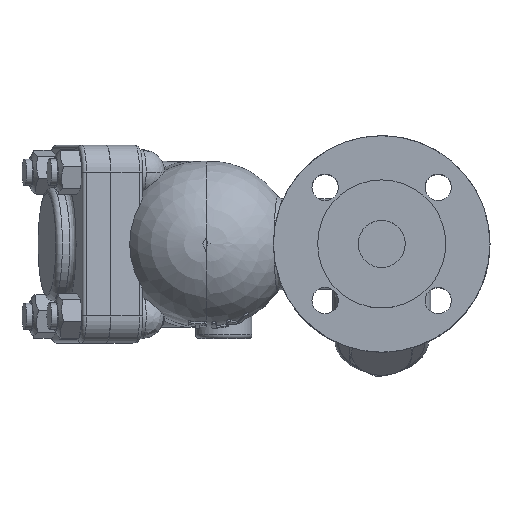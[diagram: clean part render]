
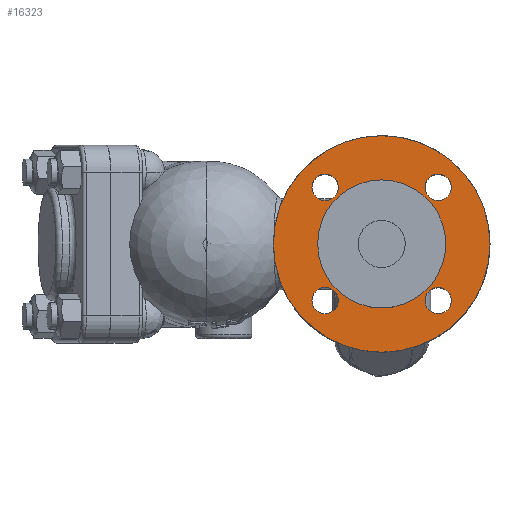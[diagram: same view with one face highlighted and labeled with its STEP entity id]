
A CAD part, top view. The second image highlights one B-rep face of the part: STEP entity #16323.
In plain terms, the highlighted planar face has unit normal (0, 0, 1).
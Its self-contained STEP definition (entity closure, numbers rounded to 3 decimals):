
#16114=CARTESIAN_POINT('',(30.052,-37.052,53.0));
#16115=VERTEX_POINT('',#16114);
#16116=CARTESIAN_POINT('',(30.052,-30.052,53.));
#16117=DIRECTION('',(0.0,0.0,-1.0));
#16118=DIRECTION('',(0.0,-1.0,0.0));
#16119=AXIS2_PLACEMENT_3D('',#16116,#16117,#16118);
#16120=CIRCLE('',#16119,7.);
#16121=EDGE_CURVE('',#16115,#16115,#16120,.T.);
#16155=CARTESIAN_POINT('',(-37.052,-30.052,53.0));
#16156=VERTEX_POINT('',#16155);
#16157=CARTESIAN_POINT('',(-30.052,-30.052,53.));
#16158=DIRECTION('',(0.0,0.0,-1.0));
#16159=DIRECTION('',(-1.0,0.0,0.0));
#16160=AXIS2_PLACEMENT_3D('',#16157,#16158,#16159);
#16161=CIRCLE('',#16160,7.);
#16162=EDGE_CURVE('',#16156,#16156,#16161,.T.);
#16196=CARTESIAN_POINT('',(-30.052,37.052,53.0));
#16197=VERTEX_POINT('',#16196);
#16198=CARTESIAN_POINT('',(-30.052,30.052,53.));
#16199=DIRECTION('',(0.0,0.0,-1.0));
#16200=DIRECTION('',(0.0,1.0,0.0));
#16201=AXIS2_PLACEMENT_3D('',#16198,#16199,#16200);
#16202=CIRCLE('',#16201,7.);
#16203=EDGE_CURVE('',#16197,#16197,#16202,.T.);
#16237=CARTESIAN_POINT('',(37.052,30.052,53.0));
#16238=VERTEX_POINT('',#16237);
#16239=CARTESIAN_POINT('',(30.052,30.052,53.));
#16240=DIRECTION('',(0.0,0.0,-1.0));
#16241=DIRECTION('',(1.0,0.0,0.0));
#16242=AXIS2_PLACEMENT_3D('',#16239,#16240,#16241);
#16243=CIRCLE('',#16242,7.);
#16244=EDGE_CURVE('',#16238,#16238,#16243,.T.);
#16269=CARTESIAN_POINT('',(34.0,0.,53.0));
#16270=VERTEX_POINT('',#16269);
#16271=CARTESIAN_POINT('',(0.0,0.0,53.0));
#16272=DIRECTION('',(0.0,0.0,1.0));
#16273=DIRECTION('',(-1.0,0.0,0.0));
#16274=AXIS2_PLACEMENT_3D('',#16271,#16272,#16273);
#16275=CIRCLE('',#16274,34.0);
#16276=EDGE_CURVE('',#16270,#16270,#16275,.T.);
#16292=CARTESIAN_POINT('',(0.0,0.0,53.0));
#16293=DIRECTION('',(0.0,0.0,-1.0));
#16294=DIRECTION('',(-1.0,0.0,0.0));
#16295=AXIS2_PLACEMENT_3D('',#16292,#16293,#16294);
#16296=PLANE('',#16295);
#16297=CARTESIAN_POINT('',(57.5,0.,53.0));
#16298=VERTEX_POINT('',#16297);
#16299=CARTESIAN_POINT('',(0.0,0.0,53.0));
#16300=DIRECTION('',(0.0,0.0,-1.0));
#16301=DIRECTION('',(-1.0,0.0,0.0));
#16302=AXIS2_PLACEMENT_3D('',#16299,#16300,#16301);
#16303=CIRCLE('',#16302,57.5);
#16304=EDGE_CURVE('',#16298,#16298,#16303,.T.);
#16305=ORIENTED_EDGE('',*,*,#16304,.F.);
#16306=EDGE_LOOP('',(#16305));
#16307=FACE_OUTER_BOUND('',#16306,.T.);
#16308=ORIENTED_EDGE('',*,*,#16121,.T.);
#16309=EDGE_LOOP('',(#16308));
#16310=FACE_BOUND('',#16309,.T.);
#16311=ORIENTED_EDGE('',*,*,#16162,.T.);
#16312=EDGE_LOOP('',(#16311));
#16313=FACE_BOUND('',#16312,.T.);
#16314=ORIENTED_EDGE('',*,*,#16203,.T.);
#16315=EDGE_LOOP('',(#16314));
#16316=FACE_BOUND('',#16315,.T.);
#16317=ORIENTED_EDGE('',*,*,#16244,.T.);
#16318=EDGE_LOOP('',(#16317));
#16319=FACE_BOUND('',#16318,.T.);
#16320=ORIENTED_EDGE('',*,*,#16276,.F.);
#16321=EDGE_LOOP('',(#16320));
#16322=FACE_BOUND('',#16321,.T.);
#16323=ADVANCED_FACE('',(#16307,#16310,#16313,#16316,#16319,#16322),#16296,.F.);
